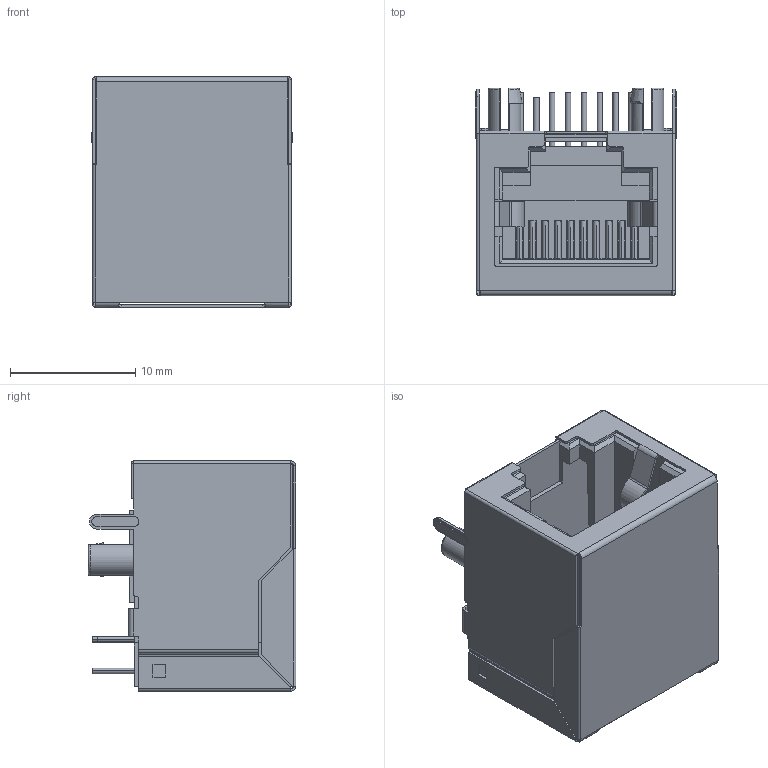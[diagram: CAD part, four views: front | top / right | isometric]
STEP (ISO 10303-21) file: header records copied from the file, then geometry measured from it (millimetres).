
FILE_DESCRIPTION((''),'2;1');
FILE_NAME('5621-027_ASM_1_ASM','2020-05-13T17:24:50',('Administrator'),(''),'CREO PARAMETRIC BY PTC INC, 2018400','CREO PARAMETRIC BY PTC INC, 2018400','');
FILE_SCHEMA(('CONFIG_CONTROL_DESIGN'));
Length unit declared in the file: millimetre
Products named in the file (6): 5621-11_1; CAXING_1; XIAN-Y_1; ZHEN-Y-1_1; 56211111G_1; 5621-027_ASM_1_ASM
Assembly tree (21 placements, depth 2):
  5621-027_ASM_1_ASM
    5621-11_1
    CAXING_1
    XIAN-Y_1  x10
    ZHEN-Y-1_1  x8
    56211111G_1
Bounding box: 16.1 x 16.6 x 18.4 mm (x, y, z)
Volume: 2191.1 mm3; surface area: 6423.2 mm2
Topology: 21 solids, 21 shells, 885 faces, 2276 edges, 1422 vertices
Faces by surface type: plane 590, cylinder 214, torus 45, cone 32, bspline 4
Entity records: 24585 total; most frequent: CARTESIAN_POINT 5351, ORIENTED_EDGE 4072, DIRECTION 3881, EDGE_CURVE 2036, VECTOR 1487, LINE 1487, VERTEX_POINT 1286, AXIS2_PLACEMENT_3D 1197
